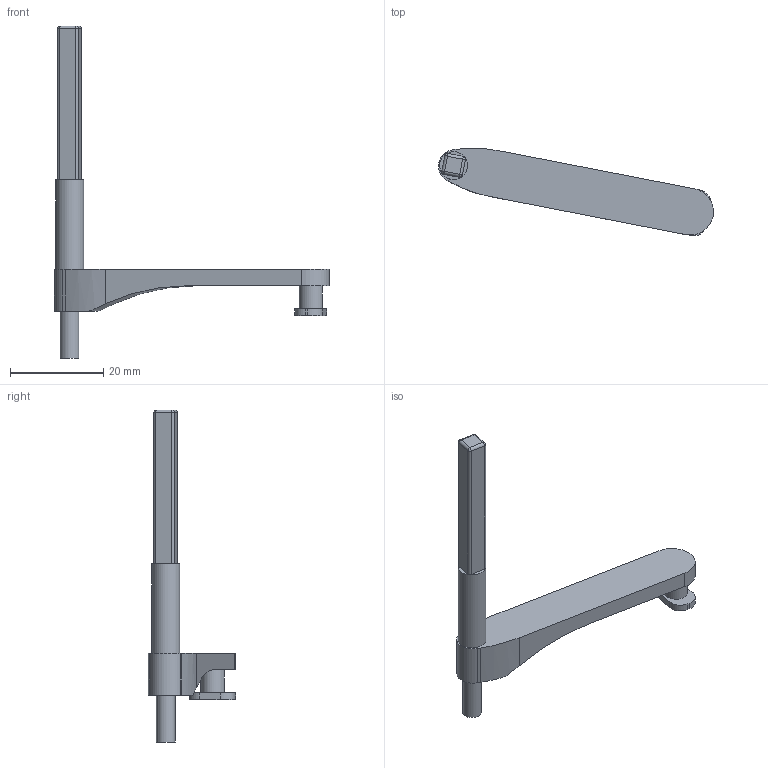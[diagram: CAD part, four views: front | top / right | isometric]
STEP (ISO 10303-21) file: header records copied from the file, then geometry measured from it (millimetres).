
FILE_DESCRIPTION(/* description */ (''),/* implementation_level */ '2;1');
FILE_NAME(/* name */ 'Hindge.step',/* time_stamp */ '2021-10-05T15:58:03+02:00',/* author */ (''),/* organization */ (''),/* preprocessor_version */ 'ST-DEVELOPER v18.1',/* originating_system */ 'Autodesk Translation Framework v10.10.0.1391',/* authorisation */ '');
FILE_SCHEMA (('AUTOMOTIVE_DESIGN { 1 0 10303 214 3 1 1 }'));
Length unit declared in the file: millimetre
Products named in the file (1): Hindge
Bounding box: 58.98 x 18.76 x 71.2 mm (x, y, z)
Volume: 4216.5 mm3; surface area: 3023.3 mm2
Topology: 1 solids, 1 shells, 45 faces, 106 edges, 64 vertices
Faces by surface type: cylinder 21, plane 20, bspline 4
Full cylindrical faces by diameter (mm): 4 x1, 5 x1, 6 x1
Entity records: 1390 total; most frequent: CARTESIAN_POINT 329, DIRECTION 222, ORIENTED_EDGE 204, EDGE_CURVE 102, AXIS2_PLACEMENT_3D 82, VERTEX_POINT 64, LINE 58, VECTOR 58
